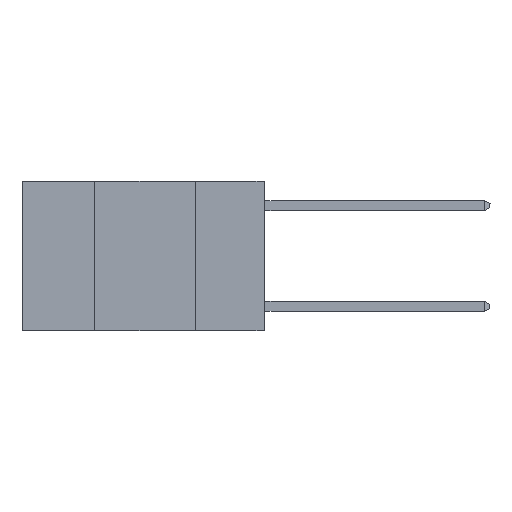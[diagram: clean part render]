
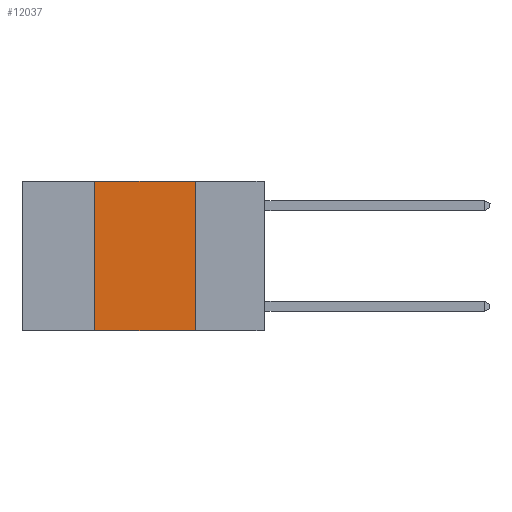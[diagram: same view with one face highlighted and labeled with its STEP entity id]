
A CAD part, left-side view. The second image highlights one B-rep face of the part: STEP entity #12037.
In plain terms, the highlighted planar face has unit normal (-1, 0, 0).
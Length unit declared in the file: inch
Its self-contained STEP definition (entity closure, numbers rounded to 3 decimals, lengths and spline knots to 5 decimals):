
#1374 = EDGE_CURVE ( 'NONE', #16037, #21335, #24061, .T. ) ;
#1456 = CARTESIAN_POINT ( 'NONE',  ( 0., 0.17, 0. ) ) ;
#2240 = FACE_OUTER_BOUND ( 'NONE', #12273, .T. ) ;
#2966 = ORIENTED_EDGE ( 'NONE', *, *, #24409, .T. ) ;
#5456 = VECTOR ( 'NONE', #7509, 39.37008 ) ;
#5497 = LINE ( 'NONE', #17341, #30097 ) ;
#6504 = DIRECTION ( 'NONE',  ( 0., -1., 0. ) ) ;
#6664 = LINE ( 'NONE', #28085, #10246 ) ;
#7487 = VERTEX_POINT ( 'NONE', #1456 ) ;
#7509 = DIRECTION ( 'NONE',  ( 0., -1., 0. ) ) ;
#7834 = CARTESIAN_POINT ( 'NONE',  ( 0., 0.6, 0. ) ) ;
#9510 = DIRECTION ( 'NONE',  ( 0., 0., -1. ) ) ;
#10003 = ORIENTED_EDGE ( 'NONE', *, *, #17812, .F. ) ;
#10246 = VECTOR ( 'NONE', #6504, 39.37008 ) ;
#11888 = PLANE ( 'NONE',  #19806 ) ;
#12037 = ADVANCED_FACE ( 'NONE', ( #2240 ), #11888, .F. ) ;
#12273 = EDGE_LOOP ( 'NONE', ( #16688, #10003, #22902, #2966 ) ) ;
#12453 = DIRECTION ( 'NONE',  ( 0., 0., -1. ) ) ;
#12676 = VECTOR ( 'NONE', #16805, 39.37008 ) ;
#14759 = CARTESIAN_POINT ( 'NONE',  ( 0., 0.42, 0. ) ) ;
#15375 = CARTESIAN_POINT ( 'NONE',  ( 0., 0.17, -0.37 ) ) ;
#16037 = VERTEX_POINT ( 'NONE', #20264 ) ;
#16688 = ORIENTED_EDGE ( 'NONE', *, *, #30105, .F. ) ;
#16805 = DIRECTION ( 'NONE',  ( 0., 0., 1. ) ) ;
#17341 = CARTESIAN_POINT ( 'NONE',  ( 0., 0.17, 0. ) ) ;
#17812 = EDGE_CURVE ( 'NONE', #21335, #7487, #29088, .T. ) ;
#19806 = AXIS2_PLACEMENT_3D ( 'NONE', #21494, #31078, #9510 ) ;
#20264 = CARTESIAN_POINT ( 'NONE',  ( 0., 0.42, -0.37 ) ) ;
#21335 = VERTEX_POINT ( 'NONE', #22344 ) ;
#21494 = CARTESIAN_POINT ( 'NONE',  ( 0., 0.6, 0. ) ) ;
#22344 = CARTESIAN_POINT ( 'NONE',  ( 0., 0.42, 0. ) ) ;
#22902 = ORIENTED_EDGE ( 'NONE', *, *, #1374, .F. ) ;
#23109 = VERTEX_POINT ( 'NONE', #15375 ) ;
#24061 = LINE ( 'NONE', #14759, #12676 ) ;
#24409 = EDGE_CURVE ( 'NONE', #16037, #23109, #6664, .T. ) ;
#28085 = CARTESIAN_POINT ( 'NONE',  ( 0., 0.6, -0.37 ) ) ;
#29088 = LINE ( 'NONE', #7834, #5456 ) ;
#30097 = VECTOR ( 'NONE', #12453, 39.37008 ) ;
#30105 = EDGE_CURVE ( 'NONE', #7487, #23109, #5497, .T. ) ;
#31078 = DIRECTION ( 'NONE',  ( 1., 0., 0. ) ) ;
